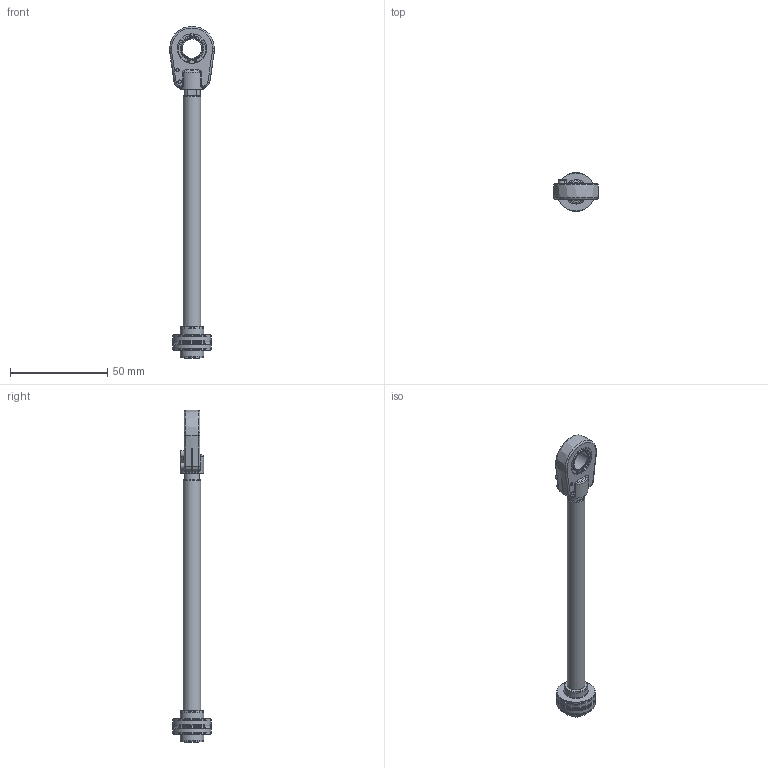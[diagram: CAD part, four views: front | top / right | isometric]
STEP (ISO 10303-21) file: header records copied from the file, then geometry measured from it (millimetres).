
FILE_DESCRIPTION( ( '' ), ' ' );
FILE_NAME( '5abb62a04146e1122f21fcf2.step', '2018-03-28T09:38:41', ( '' ), ( '' ), ' ', ' ', ' ' );
FILE_SCHEMA( ( 'AUTOMOTIVE_DESIGN { 1 0 10303 214 1 1 1 1 }' ) );
Length unit declared in the file: metre
Products named in the file (1): Piston
Bounding box: 22.9 x 20 x 170.37 mm (x, y, z)
Volume: 15419.9 mm3; surface area: 7904.1 mm2
Topology: 1 solids, 6 shells, 269 faces, 669 edges, 430 vertices
Faces by surface type: plane 77, cylinder 71, torus 57, cone 39, bspline 19, sphere 6
Full cylindrical faces by diameter (mm): 0.6 x4, 1.675 x3, 2 x2, 2.1 x2, 3.2 x2, 6 x1, 6.4 x1, 7 x1, 7.4 x3, 9 x1, 9.929 x1, 12 x2, 15 x2, 15.6 x2, 19.2 x2, 19.8 x2, 20 x2
Entity records: 11051 total; most frequent: CARTESIAN_POINT 2944, DIRECTION 1266, ORIENTED_EDGE 1144, EDGE_CURVE 572, AXIS2_PLACEMENT_3D 565, VERTEX_POINT 400, EDGE_LOOP 364, CIRCLE 314
